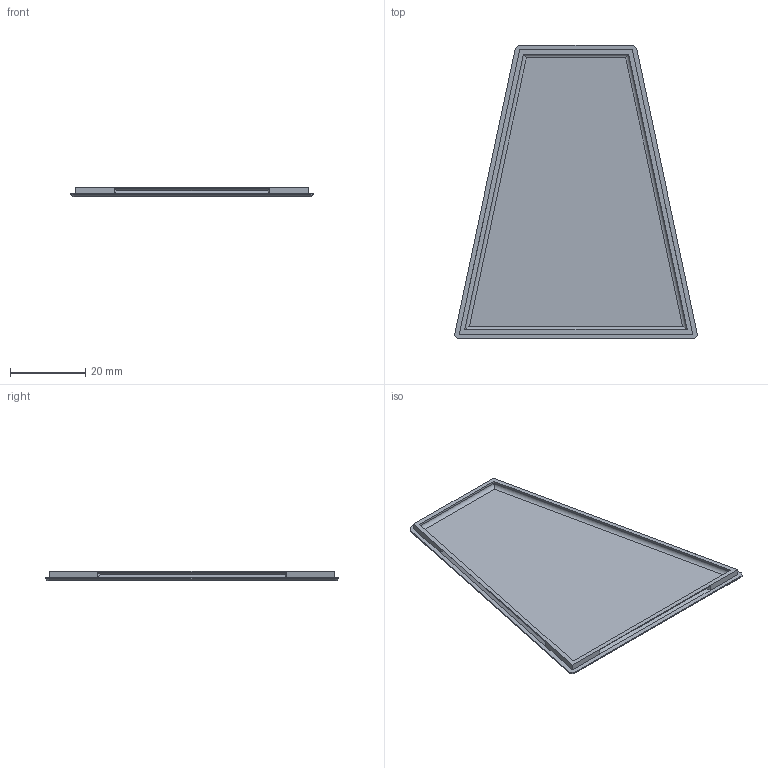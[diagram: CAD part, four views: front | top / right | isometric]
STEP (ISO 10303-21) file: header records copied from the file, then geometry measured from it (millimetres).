
FILE_DESCRIPTION(('FreeCAD Model'),'2;1');
FILE_NAME('Open CASCADE Shape Model','2024-03-01T18:25:02',(''),(''), 'Open CASCADE STEP processor 7.7','FreeCAD','Unknown');
FILE_SCHEMA(('AUTOMOTIVE_DESIGN { 1 0 10303 214 1 1 1 1 }'));
Length unit declared in the file: millimetre
Products named in the file (1): CentreBoxLid
Bounding box: 64.84 x 78.35 x 2.4 mm (x, y, z)
Volume: 3448 mm3; surface area: 8512.8 mm2
Topology: 1 solids, 1 shells, 52 faces, 124 edges, 76 vertices
Faces by surface type: plane 32, bspline 16, cylinder 4
Entity records: 1458 total; most frequent: CARTESIAN_POINT 317, ORIENTED_EDGE 248, DIRECTION 186, EDGE_CURVE 124, LINE 104, VECTOR 104, VERTEX_POINT 76, FACE_BOUND 54
